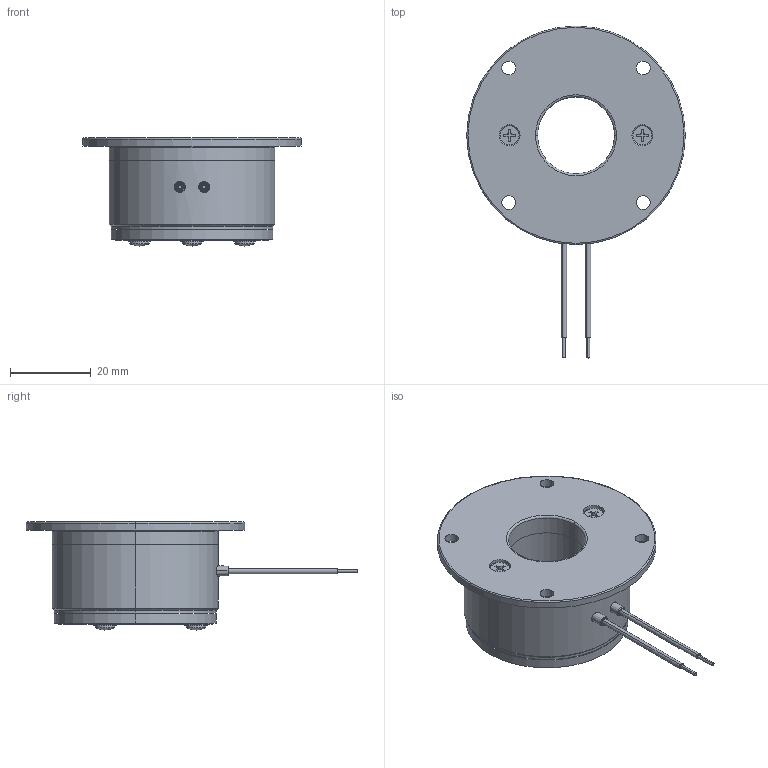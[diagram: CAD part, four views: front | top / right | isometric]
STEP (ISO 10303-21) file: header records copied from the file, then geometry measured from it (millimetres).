
FILE_DESCRIPTION (( 'STEP AP214' ), '1' );
FILE_NAME ('dr_bk_03P1-110_mu.STEP', '2024-05-27T07:20:14', ( '' ), ( '' ), 'SwSTEP 2.0', 'SolidWorks 2022', '' );
FILE_SCHEMA (( 'AUTOMOTIVE_DESIGN' ));
Length unit declared in the file: millimetre
Products named in the file (7): 10069011_000; 10068960_000; dr_bk_03P1-110_mu; 10068745_000_eingebaut; 10069012_000; 10069015_000; 10068743_000_genietet (1,7 mm Klemmlänge Ø2,6)
Assembly tree (10 placements, depth 3):
  dr_bk_03P1-110_mu
    10068960_000
    10069012_000
      10069011_000
      10069015_000
      10068745_000_eingebaut  x3
      10068743_000_genietet (1,7 mm Klemmlänge Ø2,6)  x3
Bounding box: 54 x 82 x 26.7 mm (x, y, z)
Volume: 27471.4 mm3; surface area: 12965.3 mm2
Topology: 11 solids, 11 shells, 255 faces, 578 edges, 358 vertices
Faces by surface type: cylinder 118, plane 55, cone 52, torus 24, sphere 6
Entity records: 7858 total; most frequent: CARTESIAN_POINT 1289, DIRECTION 1116, ORIENTED_EDGE 920, EDGE_CURVE 460, AXIS2_PLACEMENT_3D 457, VERTEX_POINT 290, EDGE_LOOP 258, CIRCLE 242
